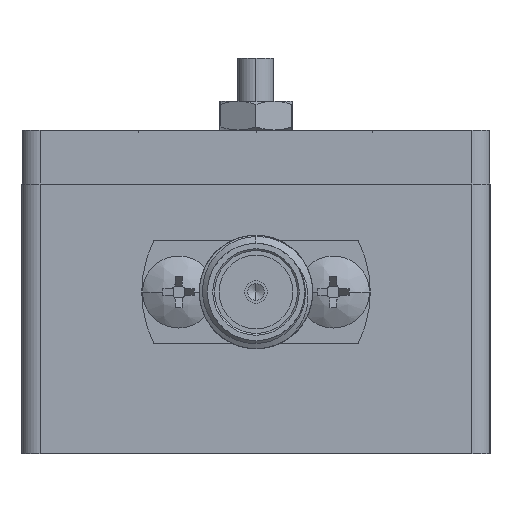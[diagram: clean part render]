
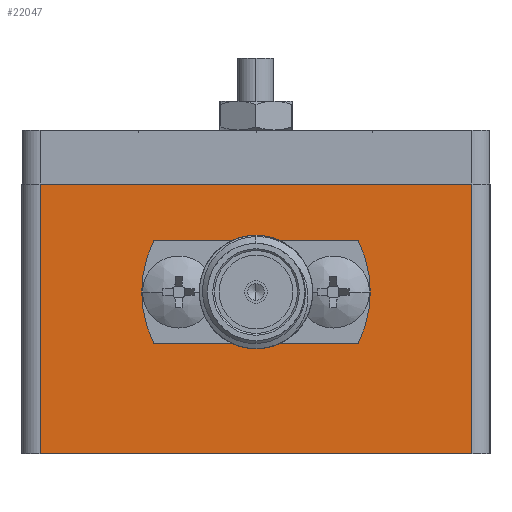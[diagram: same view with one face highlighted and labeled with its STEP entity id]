
A CAD part, left-side view. The second image highlights one B-rep face of the part: STEP entity #22047.
In plain terms, the highlighted planar face has unit normal (-1, 0, 0).
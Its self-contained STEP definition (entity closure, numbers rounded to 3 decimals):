
#2317 = CARTESIAN_POINT ( 'NONE',  ( -78.411, -2.931, -3. ) ) ;
#3845 = VERTEX_POINT ( 'NONE', #40379 ) ;
#4999 = CARTESIAN_POINT ( 'NONE',  ( -78.411, 21.069, -3. ) ) ;
#7343 = FACE_BOUND ( 'NONE', #50965, .T. ) ;
#7771 = EDGE_CURVE ( 'NONE', #40093, #57633, #38047, .T. ) ;
#8549 = DIRECTION ( 'NONE',  ( 0., -1., 0. ) ) ;
#8896 = ORIENTED_EDGE ( 'NONE', *, *, #12784, .F. ) ;
#10334 = CARTESIAN_POINT ( 'NONE',  ( -78.411, 9.069, -9. ) ) ;
#10611 = ORIENTED_EDGE ( 'NONE', *, *, #39338, .T. ) ;
#10624 = AXIS2_PLACEMENT_3D ( 'NONE', #17823, #38411, #64398 ) ;
#11705 = ORIENTED_EDGE ( 'NONE', *, *, #27771, .T. ) ;
#12784 = EDGE_CURVE ( 'NONE', #47399, #49057, #30245, .T. ) ;
#13013 = VERTEX_POINT ( 'NONE', #63298 ) ;
#13833 = VECTOR ( 'NONE', #43179, 1000. ) ;
#17794 = CARTESIAN_POINT ( 'NONE',  ( -78.411, -2.931, -3. ) ) ;
#17823 = CARTESIAN_POINT ( 'NONE',  ( -78.411, 21.069, -3. ) ) ;
#18422 = EDGE_CURVE ( 'NONE', #3845, #57633, #56298, .T. ) ;
#19010 = ORIENTED_EDGE ( 'NONE', *, *, #63772, .F. ) ;
#19836 = EDGE_CURVE ( 'NONE', #47399, #42905, #31759, .T. ) ;
#22047 = ADVANCED_FACE ( 'NONE', ( #43803, #7343 ), #27601, .F. ) ;
#22553 = LINE ( 'NONE', #37418, #38485 ) ;
#23416 = LINE ( 'NONE', #48415, #46195 ) ;
#23511 = CARTESIAN_POINT ( 'NONE',  ( -78.411, 21.069, -3. ) ) ;
#24890 = EDGE_LOOP ( 'NONE', ( #10611, #19010, #8896, #28526 ) ) ;
#25009 = AXIS2_PLACEMENT_3D ( 'NONE', #64852, #39212, #34141 ) ;
#27601 = PLANE ( 'NONE',  #10624 ) ;
#27771 = EDGE_CURVE ( 'NONE', #3845, #13013, #23416, .T. ) ;
#28175 = VECTOR ( 'NONE', #44106, 1000. ) ;
#28526 = ORIENTED_EDGE ( 'NONE', *, *, #19836, .T. ) ;
#30244 = DIRECTION ( 'NONE',  ( 0., 0., 1. ) ) ;
#30245 = LINE ( 'NONE', #23511, #28175 ) ;
#30705 = CARTESIAN_POINT ( 'NONE',  ( -78.411, -2.931, -18. ) ) ;
#31759 = LINE ( 'NONE', #45685, #66120 ) ;
#31888 = VERTEX_POINT ( 'NONE', #30705 ) ;
#32068 = DIRECTION ( 'NONE',  ( 0., 0., -1. ) ) ;
#34141 = DIRECTION ( 'NONE',  ( 0., 0., 1. ) ) ;
#35133 = ORIENTED_EDGE ( 'NONE', *, *, #7771, .T. ) ;
#37418 = CARTESIAN_POINT ( 'NONE',  ( -78.411, 21.069, -18. ) ) ;
#38047 = LINE ( 'NONE', #59300, #39228 ) ;
#38144 = CIRCLE ( 'NONE', #66178, 6.35 ) ;
#38411 = DIRECTION ( 'NONE',  ( 1., 0., 0. ) ) ;
#38485 = VECTOR ( 'NONE', #58003, 1000. ) ;
#39212 = DIRECTION ( 'NONE',  ( -1., 0., 0. ) ) ;
#39228 = VECTOR ( 'NONE', #42788, 1000. ) ;
#39338 = EDGE_CURVE ( 'NONE', #42905, #31888, #22553, .T. ) ;
#40093 = VERTEX_POINT ( 'NONE', #58781 ) ;
#40379 = CARTESIAN_POINT ( 'NONE',  ( -78.411, 14.744, -6.15 ) ) ;
#40740 = CARTESIAN_POINT ( 'NONE',  ( -78.411, 21.069, -18. ) ) ;
#42788 = DIRECTION ( 'NONE',  ( 0., 1., 0. ) ) ;
#42905 = VERTEX_POINT ( 'NONE', #40740 ) ;
#43179 = DIRECTION ( 'NONE',  ( 0., 0., -1. ) ) ;
#43512 = LINE ( 'NONE', #2317, #13833 ) ;
#43803 = FACE_OUTER_BOUND ( 'NONE', #24890, .T. ) ;
#44106 = DIRECTION ( 'NONE',  ( 0., -1., 0. ) ) ;
#45583 = CARTESIAN_POINT ( 'NONE',  ( -78.411, 14.744, -11.85 ) ) ;
#45685 = CARTESIAN_POINT ( 'NONE',  ( -78.411, 21.069, -3. ) ) ;
#46195 = VECTOR ( 'NONE', #8549, 1000. ) ;
#47399 = VERTEX_POINT ( 'NONE', #4999 ) ;
#48415 = CARTESIAN_POINT ( 'NONE',  ( -78.411, 9.069, -6.15 ) ) ;
#48726 = EDGE_CURVE ( 'NONE', #40093, #13013, #38144, .T. ) ;
#49057 = VERTEX_POINT ( 'NONE', #17794 ) ;
#50965 = EDGE_LOOP ( 'NONE', ( #11705, #51727, #35133, #61753 ) ) ;
#51182 = DIRECTION ( 'NONE',  ( -1., 0., 0. ) ) ;
#51727 = ORIENTED_EDGE ( 'NONE', *, *, #48726, .F. ) ;
#56298 = CIRCLE ( 'NONE', #25009, 6.35 ) ;
#57633 = VERTEX_POINT ( 'NONE', #45583 ) ;
#58003 = DIRECTION ( 'NONE',  ( 0., -1., 0. ) ) ;
#58781 = CARTESIAN_POINT ( 'NONE',  ( -78.411, 3.395, -11.85 ) ) ;
#59300 = CARTESIAN_POINT ( 'NONE',  ( -78.411, 9.069, -11.85 ) ) ;
#61753 = ORIENTED_EDGE ( 'NONE', *, *, #18422, .F. ) ;
#63298 = CARTESIAN_POINT ( 'NONE',  ( -78.411, 3.395, -6.15 ) ) ;
#63772 = EDGE_CURVE ( 'NONE', #49057, #31888, #43512, .T. ) ;
#64398 = DIRECTION ( 'NONE',  ( 0., 1., 0. ) ) ;
#64852 = CARTESIAN_POINT ( 'NONE',  ( -78.411, 9.069, -9. ) ) ;
#66120 = VECTOR ( 'NONE', #32068, 1000. ) ;
#66178 = AXIS2_PLACEMENT_3D ( 'NONE', #10334, #51182, #30244 ) ;
